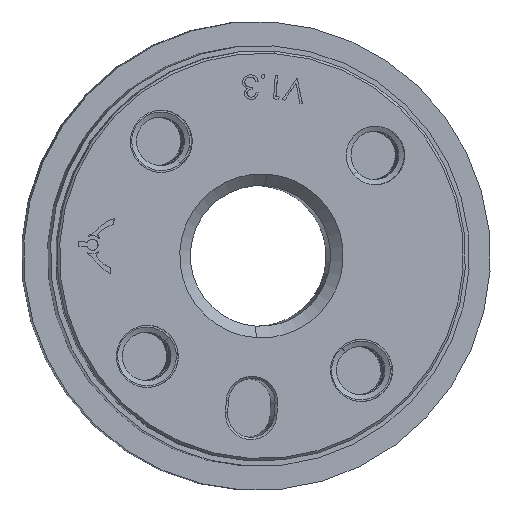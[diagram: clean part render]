
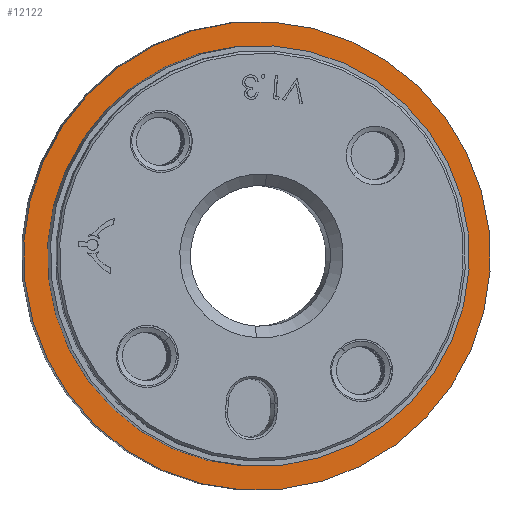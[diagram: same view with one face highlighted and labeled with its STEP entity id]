
A CAD part, top view. The second image highlights one B-rep face of the part: STEP entity #12122.
In plain terms, the highlighted planar face has unit normal (0.088, 0, 0.996).
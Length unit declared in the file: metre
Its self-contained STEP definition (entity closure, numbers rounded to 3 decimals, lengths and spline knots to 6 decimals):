
#330 = CARTESIAN_POINT ( 'NONE',  ( 0.026274, -0.002147, 0.025859 ) ) ;
#387 = CARTESIAN_POINT ( 'NONE',  ( 0.006395, -0.000844, 0.027624 ) ) ;
#590 = CIRCLE ( 'NONE', #5082, 0.01795 ) ;
#1121 = PLANE ( 'NONE',  #6061 ) ;
#1265 = DIRECTION ( 'NONE',  ( -0.065, -0.998, 0.006 ) ) ;
#1435 = CARTESIAN_POINT ( 'NONE',  ( 0.025109, -0.020059, 0.025962 ) ) ;
#1762 = VERTEX_POINT ( 'NONE', #1435 ) ;
#1774 = CARTESIAN_POINT ( 'NONE',  ( 0.027439, 0.015765, 0.025755 ) ) ;
#1992 = CIRCLE ( 'NONE', #2424, 0.02 ) ;
#2217 = CARTESIAN_POINT ( 'NONE',  ( 0.027572, 0.01781, 0.025744 ) ) ;
#2251 = FACE_BOUND ( 'NONE', #8368, .T. ) ;
#2259 = DIRECTION ( 'NONE',  ( 0.088, 0., 0.996 ) ) ;
#2424 = AXIS2_PLACEMENT_3D ( 'NONE', #8041, #5969, #9243 ) ;
#2460 = DIRECTION ( 'NONE',  ( -0.065, -0.998, 0.006 ) ) ;
#2691 = ORIENTED_EDGE ( 'NONE', *, *, #11569, .F. ) ;
#2791 = VERTEX_POINT ( 'NONE', #2217 ) ;
#3328 = DIRECTION ( 'NONE',  ( 0.065, 0.998, -0.006 ) ) ;
#4589 = DIRECTION ( 'NONE',  ( -0.065, -0.998, 0.006 ) ) ;
#5082 = AXIS2_PLACEMENT_3D ( 'NONE', #330, #2259, #1265 ) ;
#5445 = CARTESIAN_POINT ( 'NONE',  ( 0.024976, -0.022105, 0.025974 ) ) ;
#5482 = CARTESIAN_POINT ( 'NONE',  ( 0.026274, -0.002147, 0.025859 ) ) ;
#5605 = CARTESIAN_POINT ( 'NONE',  ( 0.026274, -0.002147, 0.025859 ) ) ;
#5841 = AXIS2_PLACEMENT_3D ( 'NONE', #5482, #6541, #2460 ) ;
#5884 = VERTEX_POINT ( 'NONE', #1774 ) ;
#5969 = DIRECTION ( 'NONE',  ( 0.088, 0., 0.996 ) ) ;
#6061 = AXIS2_PLACEMENT_3D ( 'NONE', #387, #12619, #3328 ) ;
#6261 = EDGE_CURVE ( 'NONE', #1762, #5884, #590, .T. ) ;
#6326 = ORIENTED_EDGE ( 'NONE', *, *, #11624, .T. ) ;
#6485 = CIRCLE ( 'NONE', #9895, 0.02 ) ;
#6541 = DIRECTION ( 'NONE',  ( 0.088, 0., 0.996 ) ) ;
#7342 = FACE_OUTER_BOUND ( 'NONE', #7943, .T. ) ;
#7732 = VERTEX_POINT ( 'NONE', #5445 ) ;
#7943 = EDGE_LOOP ( 'NONE', ( #6326, #11583 ) ) ;
#8041 = CARTESIAN_POINT ( 'NONE',  ( 0.026274, -0.002147, 0.025859 ) ) ;
#8368 = EDGE_LOOP ( 'NONE', ( #9347, #2691 ) ) ;
#9243 = DIRECTION ( 'NONE',  ( -0.065, -0.998, 0.006 ) ) ;
#9347 = ORIENTED_EDGE ( 'NONE', *, *, #6261, .F. ) ;
#9895 = AXIS2_PLACEMENT_3D ( 'NONE', #5605, #12893, #4589 ) ;
#11265 = EDGE_CURVE ( 'NONE', #2791, #7732, #1992, .T. ) ;
#11396 = CIRCLE ( 'NONE', #5841, 0.01795 ) ;
#11569 = EDGE_CURVE ( 'NONE', #5884, #1762, #11396, .T. ) ;
#11583 = ORIENTED_EDGE ( 'NONE', *, *, #11265, .T. ) ;
#11624 = EDGE_CURVE ( 'NONE', #7732, #2791, #6485, .T. ) ;
#12122 = ADVANCED_FACE ( 'NONE', ( #2251, #7342 ), #1121, .F. ) ;
#12619 = DIRECTION ( 'NONE',  ( -0.088, 0., -0.996 ) ) ;
#12893 = DIRECTION ( 'NONE',  ( 0.088, 0., 0.996 ) ) ;
